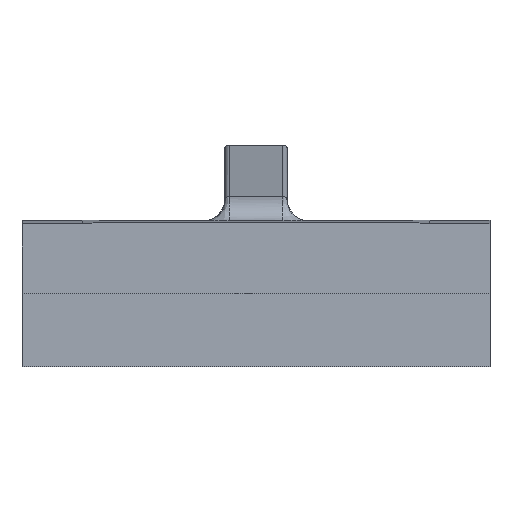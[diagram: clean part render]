
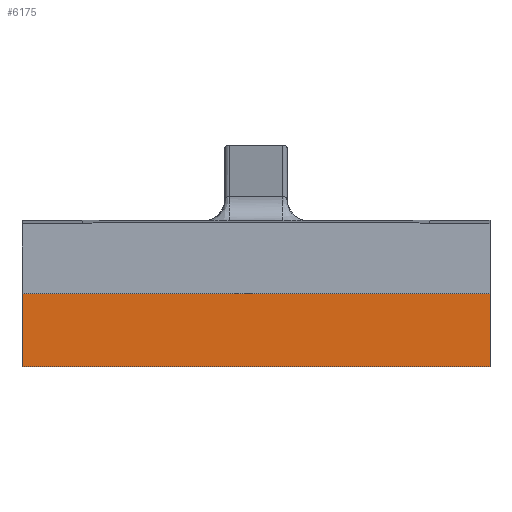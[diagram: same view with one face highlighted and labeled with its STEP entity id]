
A CAD part, front view. The second image highlights one B-rep face of the part: STEP entity #6175.
In plain terms, the highlighted planar face has unit normal (0, -1, 0).
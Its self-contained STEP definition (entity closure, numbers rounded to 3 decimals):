
#6022=CARTESIAN_POINT('Line Origine',(-5.6,-4.35,-0.874)) ;
#6026=CARTESIAN_POINT('Vertex',(-5.6,-4.35,-1.75)) ;
#6028=CARTESIAN_POINT('Vertex',(-5.6,-4.35,0.002)) ;
#6072=CARTESIAN_POINT('Vertex',(5.6,-4.35,-1.75)) ;
#6086=CARTESIAN_POINT('Vertex',(5.6,-4.35,0.002)) ;
#6089=CARTESIAN_POINT('Line Origine',(5.6,-4.35,-0.874)) ;
#6135=CARTESIAN_POINT('Line Origine',(0.,-4.35,-1.75)) ;
#6152=CARTESIAN_POINT('Line Origine',(0.,-4.35,0.002)) ;
#6164=CARTESIAN_POINT('Axis2P3D Location',(0.,-4.35,-2.998)) ;
#6023=DIRECTION('Vector Direction',(0.,0.,1.)) ;
#6090=DIRECTION('Vector Direction',(0.,0.,1.)) ;
#6136=DIRECTION('Vector Direction',(-1.,0.,0.)) ;
#6153=DIRECTION('Vector Direction',(-1.,0.,0.)) ;
#6165=DIRECTION('Axis2P3D Direction',(0.,-1.,0.)) ;
#6166=DIRECTION('Axis2P3D XDirection',(0.,0.,1.)) ;
#6167=AXIS2_PLACEMENT_3D('Plane Axis2P3D',#6164,#6165,#6166) ;
#6170=ORIENTED_EDGE('',*,*,#6156,.T.) ;
#6171=ORIENTED_EDGE('',*,*,#6030,.F.) ;
#6172=ORIENTED_EDGE('',*,*,#6139,.F.) ;
#6173=ORIENTED_EDGE('',*,*,#6093,.T.) ;
#6024=VECTOR('Line Direction',#6023,1.) ;
#6091=VECTOR('Line Direction',#6090,1.) ;
#6137=VECTOR('Line Direction',#6136,1.) ;
#6154=VECTOR('Line Direction',#6153,1.) ;
#6175=ADVANCED_FACE('PartBody',(#6174),#6168,.T.) ;
#6030=EDGE_CURVE('',#6027,#6029,#6025,.T.) ;
#6093=EDGE_CURVE('',#6073,#6087,#6092,.T.) ;
#6139=EDGE_CURVE('',#6073,#6027,#6138,.T.) ;
#6156=EDGE_CURVE('',#6087,#6029,#6155,.T.) ;
#6169=EDGE_LOOP('',(#6170,#6171,#6172,#6173)) ;
#6174=FACE_OUTER_BOUND('',#6169,.T.) ;
#6025=LINE('Line',#6022,#6024) ;
#6092=LINE('Line',#6089,#6091) ;
#6138=LINE('Line',#6135,#6137) ;
#6155=LINE('Line',#6152,#6154) ;
#6168=PLANE('Plane',#6167) ;
#6027=VERTEX_POINT('',#6026) ;
#6029=VERTEX_POINT('',#6028) ;
#6073=VERTEX_POINT('',#6072) ;
#6087=VERTEX_POINT('',#6086) ;
